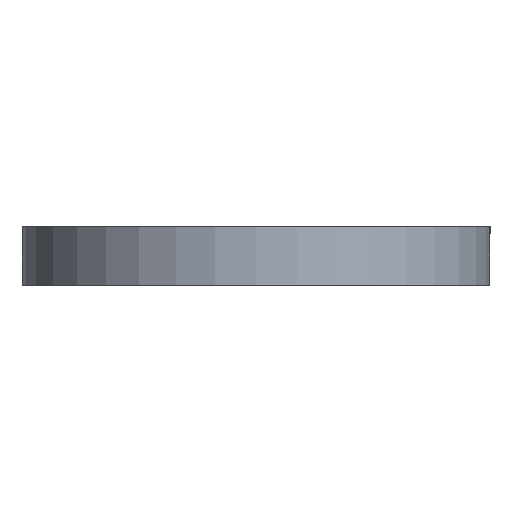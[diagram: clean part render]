
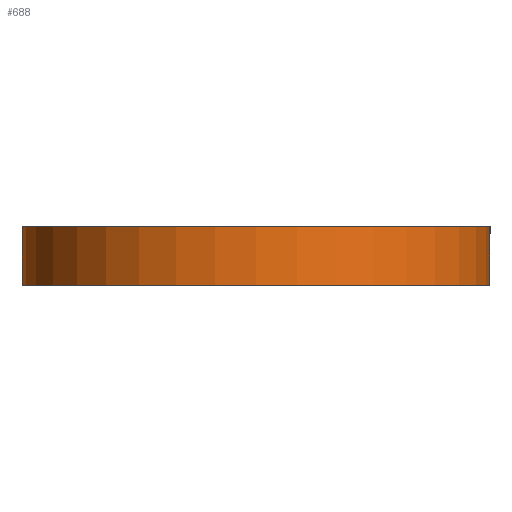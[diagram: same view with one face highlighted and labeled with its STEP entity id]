
A CAD part, left-side view. The second image highlights one B-rep face of the part: STEP entity #688.
In plain terms, the highlighted cylindrical face has radius 20 mm (diameter 40 mm), a partial arc.
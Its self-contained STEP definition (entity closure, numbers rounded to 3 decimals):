
#7 = CARTESIAN_POINT ( 'NONE',  ( -120., 20., 0. ) ) ;
#10 = VECTOR ( 'NONE', #259, 1000. ) ;
#53 = CARTESIAN_POINT ( 'NONE',  ( -120., 20., -5. ) ) ;
#127 = LINE ( 'NONE', #7, #10 ) ;
#158 = CARTESIAN_POINT ( 'NONE',  ( -120., -20., 0. ) ) ;
#164 = CARTESIAN_POINT ( 'NONE',  ( -120., 20., 0. ) ) ;
#170 = EDGE_CURVE ( 'NONE', #563, #480, #505, .T. ) ;
#180 = DIRECTION ( 'NONE',  ( 0., -1., 0. ) ) ;
#229 = ORIENTED_EDGE ( 'NONE', *, *, #546, .T. ) ;
#244 = CYLINDRICAL_SURFACE ( 'NONE', #570, 20. ) ;
#259 = DIRECTION ( 'NONE',  ( 0., 0., -1. ) ) ;
#264 = ORIENTED_EDGE ( 'NONE', *, *, #170, .F. ) ;
#299 = CARTESIAN_POINT ( 'NONE',  ( -120., 0., 0. ) ) ;
#351 = VERTEX_POINT ( 'NONE', #53 ) ;
#362 = DIRECTION ( 'NONE',  ( 0., 0., 1. ) ) ;
#450 = DIRECTION ( 'NONE',  ( 0., 0., -1. ) ) ;
#474 = EDGE_CURVE ( 'NONE', #732, #351, #127, .T. ) ;
#480 = VERTEX_POINT ( 'NONE', #504 ) ;
#486 = FACE_OUTER_BOUND ( 'NONE', #650, .T. ) ;
#504 = CARTESIAN_POINT ( 'NONE',  ( -120., -20., -5. ) ) ;
#505 = LINE ( 'NONE', #572, #623 ) ;
#527 = CARTESIAN_POINT ( 'NONE',  ( -120., 0., -5. ) ) ;
#546 = EDGE_CURVE ( 'NONE', #351, #480, #820, .T. ) ;
#548 = DIRECTION ( 'NONE',  ( 0., 0., -1. ) ) ;
#563 = VERTEX_POINT ( 'NONE', #158 ) ;
#570 = AXIS2_PLACEMENT_3D ( 'NONE', #299, #548, #734 ) ;
#572 = CARTESIAN_POINT ( 'NONE',  ( -120., -20., 0. ) ) ;
#581 = DIRECTION ( 'NONE',  ( 0., -1., 0. ) ) ;
#608 = EDGE_CURVE ( 'NONE', #732, #563, #775, .T. ) ;
#623 = VECTOR ( 'NONE', #450, 1000. ) ;
#630 = AXIS2_PLACEMENT_3D ( 'NONE', #804, #362, #180 ) ;
#644 = ORIENTED_EDGE ( 'NONE', *, *, #608, .F. ) ;
#650 = EDGE_LOOP ( 'NONE', ( #229, #264, #644, #713 ) ) ;
#656 = DIRECTION ( 'NONE',  ( 0., 0., 1. ) ) ;
#688 = ADVANCED_FACE ( 'NONE', ( #486 ), #244, .T. ) ;
#707 = AXIS2_PLACEMENT_3D ( 'NONE', #527, #656, #581 ) ;
#713 = ORIENTED_EDGE ( 'NONE', *, *, #474, .T. ) ;
#732 = VERTEX_POINT ( 'NONE', #164 ) ;
#734 = DIRECTION ( 'NONE',  ( 0., 1., 0. ) ) ;
#775 = CIRCLE ( 'NONE', #630, 20. ) ;
#804 = CARTESIAN_POINT ( 'NONE',  ( -120., 0., 0. ) ) ;
#820 = CIRCLE ( 'NONE', #707, 20. ) ;
